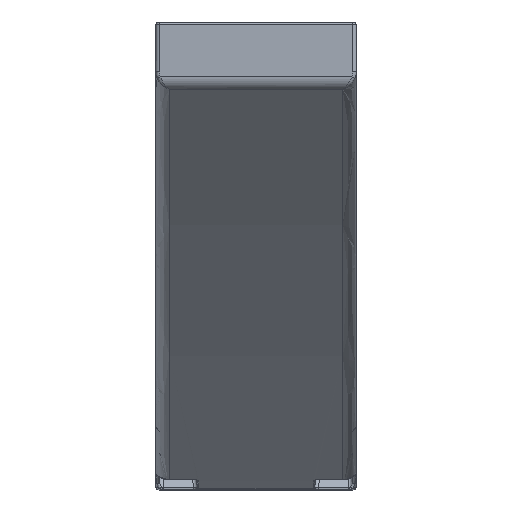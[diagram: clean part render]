
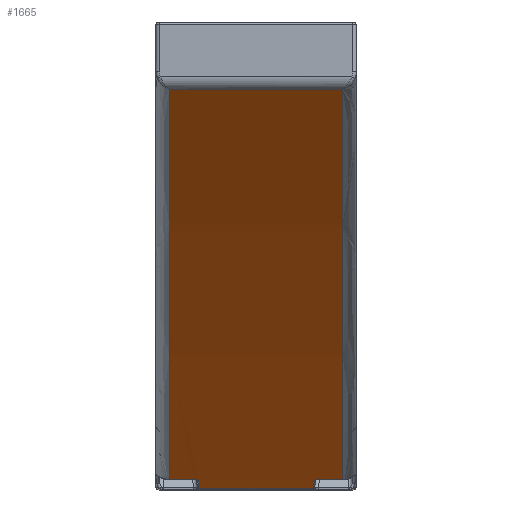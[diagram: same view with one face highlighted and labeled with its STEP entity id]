
A CAD part, top view. The second image highlights one B-rep face of the part: STEP entity #1665.
In plain terms, the highlighted cylindrical face has radius 1900 mm (diameter 3800 mm), a partial arc.
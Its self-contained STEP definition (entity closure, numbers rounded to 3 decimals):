
#51 = CARTESIAN_POINT ( 'NONE',  ( -13.1, -8.775, 119.844 ) ) ;
#75 = CARTESIAN_POINT ( 'NONE',  ( -7.593, -59.592, 9.591 ) ) ;
#97 = CARTESIAN_POINT ( 'NONE',  ( -7.498, -59.657, 9.438 ) ) ;
#147 = CARTESIAN_POINT ( 'NONE',  ( -7.566, -59.607, 9.556 ) ) ;
#235 = CARTESIAN_POINT ( 'NONE',  ( 7.467, -60.681, 7.01 ) ) ;
#399 = CARTESIAN_POINT ( 'NONE',  ( 7.518, -59.639, 9.479 ) ) ;
#482 = EDGE_CURVE ( 'NONE', #5615, #2860, #2038, .T. ) ;
#486 = CARTESIAN_POINT ( 'NONE',  ( 8.127, -59.486, 9.841 ) ) ;
#559 = EDGE_CURVE ( 'NONE', #1326, #6231, #4598, .T. ) ;
#697 = CARTESIAN_POINT ( 'NONE',  ( -7.447, -60.083, 8.429 ) ) ;
#850 = EDGE_CURVE ( 'NONE', #6682, #5606, #1513, .T. ) ;
#1108 = CARTESIAN_POINT ( 'NONE',  ( -11.3, -8.775, 119.844 ) ) ;
#1213 = CARTESIAN_POINT ( 'NONE',  ( -7.807, -59.519, 9.765 ) ) ;
#1248 = AXIS2_PLACEMENT_3D ( 'NONE', #4944, #3926, #3348 ) ;
#1326 = VERTEX_POINT ( 'NONE', #6144 ) ;
#1366 = DIRECTION ( 'NONE',  ( 1., 0., 0. ) ) ;
#1423 = CARTESIAN_POINT ( 'NONE',  ( 11.3, -59.486, 9.841 ) ) ;
#1435 = VECTOR ( 'NONE', #4943, 1000. ) ;
#1496 = ORIENTED_EDGE ( 'NONE', *, *, #482, .F. ) ;
#1513 = CIRCLE ( 'NONE', #2445, 1900. ) ;
#1603 = EDGE_CURVE ( 'NONE', #4624, #2581, #6437, .T. ) ;
#1665 = ADVANCED_FACE ( 'NONE', ( #2051 ), #5475, .T. ) ;
#1716 = LINE ( 'NONE', #51, #4123 ) ;
#1831 = CARTESIAN_POINT ( 'NONE',  ( -7.467, -60.681, 7.01 ) ) ;
#1972 = CARTESIAN_POINT ( 'NONE',  ( 7.437, -59.784, 9.137 ) ) ;
#2038 = CIRCLE ( 'NONE', #1248, 1900. ) ;
#2051 = FACE_OUTER_BOUND ( 'NONE', #2939, .T. ) ;
#2077 = CARTESIAN_POINT ( 'NONE',  ( 8.03, -59.486, 9.841 ) ) ;
#2258 = AXIS2_PLACEMENT_3D ( 'NONE', #6469, #2600, #3713 ) ;
#2282 = CARTESIAN_POINT ( 'NONE',  ( -7.939, -59.496, 9.817 ) ) ;
#2445 = AXIS2_PLACEMENT_3D ( 'NONE', #6544, #3825, #7050 ) ;
#2581 = VERTEX_POINT ( 'NONE', #486 ) ;
#2600 = DIRECTION ( 'NONE',  ( 1., 0., 0. ) ) ;
#2642 = EDGE_CURVE ( 'NONE', #5602, #1326, #4648, .T. ) ;
#2657 = CARTESIAN_POINT ( 'NONE',  ( 7.592, -59.593, 9.589 ) ) ;
#2665 = EDGE_CURVE ( 'NONE', #6231, #4694, #2919, .T. ) ;
#2722 = CARTESIAN_POINT ( 'NONE',  ( -8.127, -59.486, 9.841 ) ) ;
#2773 = CARTESIAN_POINT ( 'NONE',  ( -11.3, -59.486, 9.841 ) ) ;
#2851 = DIRECTION ( 'NONE',  ( -1., 0., 0. ) ) ;
#2860 = VERTEX_POINT ( 'NONE', #1423 ) ;
#2919 = LINE ( 'NONE', #6016, #1435 ) ;
#2939 = EDGE_LOOP ( 'NONE', ( #6651, #6747, #5757, #7041, #3588, #6451, #1496, #4951, #5441, #6918 ) ) ;
#3080 = EDGE_CURVE ( 'NONE', #5606, #5602, #3188, .T. ) ;
#3166 = CARTESIAN_POINT ( 'NONE',  ( 7.436, -59.746, 9.227 ) ) ;
#3188 = LINE ( 'NONE', #3726, #5231 ) ;
#3222 = EDGE_CURVE ( 'NONE', #5615, #6682, #1716, .T. ) ;
#3348 = DIRECTION ( 'NONE',  ( 0., 0.418, 0.909 ) ) ;
#3402 = CARTESIAN_POINT ( 'NONE',  ( -7.767, -59.528, 9.742 ) ) ;
#3429 = B_SPLINE_CURVE_WITH_KNOTS ( 'NONE', 3,
 ( #235, #4106, #4229, #1972 ),
 .UNSPECIFIED., .F., .F.,
 ( 4, 4 ),
 ( 0., 1. ),
 .UNSPECIFIED. ) ;
#3456 = CARTESIAN_POINT ( 'NONE',  ( -7.519, -59.639, 9.48 ) ) ;
#3533 = VECTOR ( 'NONE', #1366, 1000. ) ;
#3588 = ORIENTED_EDGE ( 'NONE', *, *, #1603, .T. ) ;
#3689 = CARTESIAN_POINT ( 'NONE',  ( 7.688, -59.549, 9.692 ) ) ;
#3713 = DIRECTION ( 'NONE',  ( 0., 1., 0. ) ) ;
#3726 = CARTESIAN_POINT ( 'NONE',  ( -13.1, -59.486, 9.841 ) ) ;
#3781 = CARTESIAN_POINT ( 'NONE',  ( 7.761, -59.527, 9.744 ) ) ;
#3825 = DIRECTION ( 'NONE',  ( 1., 0., 0. ) ) ;
#3926 = DIRECTION ( 'NONE',  ( 1., 0., 0. ) ) ;
#3950 = CARTESIAN_POINT ( 'NONE',  ( -7.437, -59.784, 9.137 ) ) ;
#4034 = LINE ( 'NONE', #4656, #3533 ) ;
#4037 = CARTESIAN_POINT ( 'NONE',  ( -7.892, -59.503, 9.802 ) ) ;
#4067 = EDGE_CURVE ( 'NONE', #2581, #2860, #4034, .T. ) ;
#4106 = CARTESIAN_POINT ( 'NONE',  ( 7.457, -60.382, 7.719 ) ) ;
#4123 = VECTOR ( 'NONE', #2851, 1000. ) ;
#4229 = CARTESIAN_POINT ( 'NONE',  ( 7.447, -60.083, 8.429 ) ) ;
#4318 = CARTESIAN_POINT ( 'NONE',  ( 7.437, -59.784, 9.137 ) ) ;
#4496 = CARTESIAN_POINT ( 'NONE',  ( -7.691, -59.551, 9.689 ) ) ;
#4547 = CARTESIAN_POINT ( 'NONE',  ( -7.655, -59.564, 9.657 ) ) ;
#4590 = CARTESIAN_POINT ( 'NONE',  ( -7.436, -59.746, 9.227 ) ) ;
#4598 = B_SPLINE_CURVE_WITH_KNOTS ( 'NONE', 3,
 ( #5595, #697, #5638, #1831 ),
 .UNSPECIFIED., .F., .F.,
 ( 4, 4 ),
 ( 0., 1. ),
 .UNSPECIFIED. ) ;
#4624 = VERTEX_POINT ( 'NONE', #6230 ) ;
#4648 = B_SPLINE_CURVE_WITH_KNOTS ( 'NONE', 3,
 ( #2722, #6551, #5047, #2282, #4037, #1213, #3402, #4496, #4547, #75, #147, #3456, #97, #6721, #4590, #3950 ),
 .UNSPECIFIED., .F., .F.,
 ( 4, 2, 2, 2, 2, 2, 2, 4 ),
 ( 0., 0.125, 0.25, 0.375, 0.5, 0.625, 0.75, 1. ),
 .UNSPECIFIED. ) ;
#4656 = CARTESIAN_POINT ( 'NONE',  ( -13.1, -59.486, 9.841 ) ) ;
#4694 = VERTEX_POINT ( 'NONE', #6492 ) ;
#4812 = CARTESIAN_POINT ( 'NONE',  ( 7.451, -59.71, 9.312 ) ) ;
#4888 = CARTESIAN_POINT ( 'NONE',  ( -7.467, -60.681, 7.01 ) ) ;
#4943 = DIRECTION ( 'NONE',  ( 1., 0., 0. ) ) ;
#4944 = CARTESIAN_POINT ( 'NONE',  ( 11.3, 1690.468, -730.201 ) ) ;
#4951 = ORIENTED_EDGE ( 'NONE', *, *, #3222, .T. ) ;
#5047 = CARTESIAN_POINT ( 'NONE',  ( -8.031, -59.488, 9.836 ) ) ;
#5231 = VECTOR ( 'NONE', #5363, 1000. ) ;
#5363 = DIRECTION ( 'NONE',  ( 1., 0., 0. ) ) ;
#5441 = ORIENTED_EDGE ( 'NONE', *, *, #850, .T. ) ;
#5475 = CYLINDRICAL_SURFACE ( 'NONE', #2258, 1900. ) ;
#5575 = CARTESIAN_POINT ( 'NONE',  ( 11.3, -8.775, 119.844 ) ) ;
#5595 = CARTESIAN_POINT ( 'NONE',  ( -7.437, -59.784, 9.137 ) ) ;
#5602 = VERTEX_POINT ( 'NONE', #6128 ) ;
#5606 = VERTEX_POINT ( 'NONE', #2773 ) ;
#5615 = VERTEX_POINT ( 'NONE', #5575 ) ;
#5638 = CARTESIAN_POINT ( 'NONE',  ( -7.457, -60.382, 7.719 ) ) ;
#5757 = ORIENTED_EDGE ( 'NONE', *, *, #2665, .T. ) ;
#6016 = CARTESIAN_POINT ( 'NONE',  ( -13.1, -60.681, 7.01 ) ) ;
#6128 = CARTESIAN_POINT ( 'NONE',  ( -8.127, -59.486, 9.841 ) ) ;
#6144 = CARTESIAN_POINT ( 'NONE',  ( -7.437, -59.784, 9.137 ) ) ;
#6230 = CARTESIAN_POINT ( 'NONE',  ( 7.437, -59.784, 9.137 ) ) ;
#6231 = VERTEX_POINT ( 'NONE', #4888 ) ;
#6387 = CARTESIAN_POINT ( 'NONE',  ( 7.565, -59.607, 9.555 ) ) ;
#6437 = B_SPLINE_CURVE_WITH_KNOTS ( 'NONE', 3,
 ( #4318, #3166, #4812, #7013, #399, #6387, #2657, #3689, #3781, #6984, #2077, #6442 ),
 .UNSPECIFIED., .F., .F.,
 ( 4, 2, 2, 2, 2, 4 ),
 ( 0., 0.25, 0.375, 0.5, 0.75, 1. ),
 .UNSPECIFIED. ) ;
#6442 = CARTESIAN_POINT ( 'NONE',  ( 8.127, -59.486, 9.841 ) ) ;
#6451 = ORIENTED_EDGE ( 'NONE', *, *, #4067, .T. ) ;
#6469 = CARTESIAN_POINT ( 'NONE',  ( -13.1, 1690.468, -730.201 ) ) ;
#6492 = CARTESIAN_POINT ( 'NONE',  ( 7.467, -60.681, 7.01 ) ) ;
#6544 = CARTESIAN_POINT ( 'NONE',  ( -11.3, 1690.468, -730.201 ) ) ;
#6551 = CARTESIAN_POINT ( 'NONE',  ( -8.079, -59.486, 9.841 ) ) ;
#6651 = ORIENTED_EDGE ( 'NONE', *, *, #2642, .T. ) ;
#6682 = VERTEX_POINT ( 'NONE', #1108 ) ;
#6721 = CARTESIAN_POINT ( 'NONE',  ( -7.451, -59.709, 9.314 ) ) ;
#6747 = ORIENTED_EDGE ( 'NONE', *, *, #559, .T. ) ;
#6768 = EDGE_CURVE ( 'NONE', #4694, #4624, #3429, .T. ) ;
#6918 = ORIENTED_EDGE ( 'NONE', *, *, #3080, .T. ) ;
#6984 = CARTESIAN_POINT ( 'NONE',  ( 7.937, -59.494, 9.822 ) ) ;
#7013 = CARTESIAN_POINT ( 'NONE',  ( 7.499, -59.656, 9.439 ) ) ;
#7041 = ORIENTED_EDGE ( 'NONE', *, *, #6768, .T. ) ;
#7050 = DIRECTION ( 'NONE',  ( 0., 1., 0. ) ) ;
